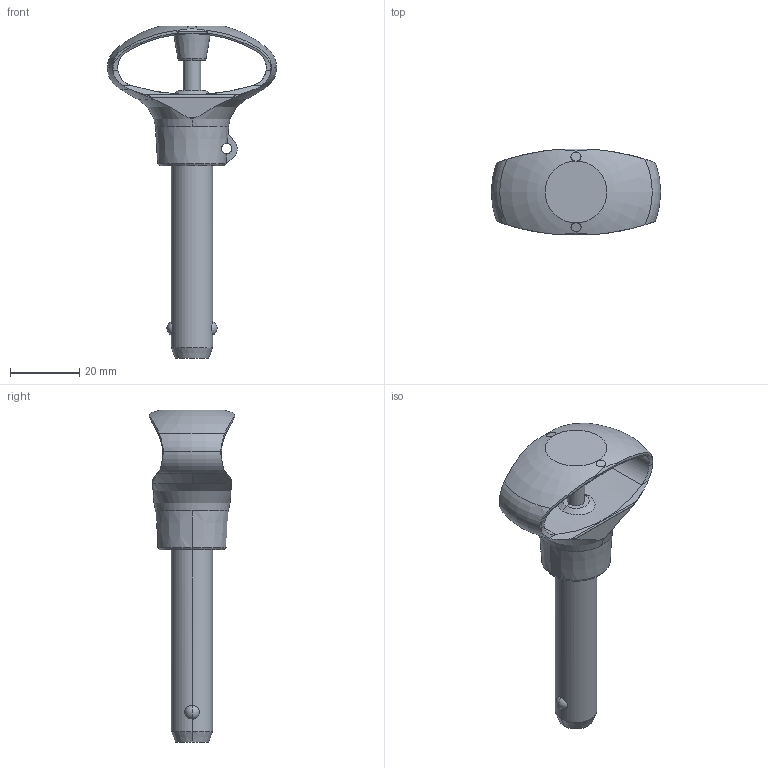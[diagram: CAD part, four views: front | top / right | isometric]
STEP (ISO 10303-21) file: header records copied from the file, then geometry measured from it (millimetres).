
FILE_DESCRIPTION(('STEP AP214'),'1');
FILE_NAME(' ',' ',('TraceParts'),('TraceParts S.A.'),'XStep 1.0',' ',' ');
FILE_SCHEMA(('automotive_design'));
Length unit declared in the file: millimetre
Products named in the file (1): 1
Bounding box: 49 x 24.8 x 96.1 mm (x, y, z)
Volume: 19412.9 mm3; surface area: 8390.2 mm2
Topology: 1 solids, 1 shells, 93 faces, 270 edges, 177 vertices
Faces by surface type: cylinder 42, plane 21, cone 16, torus 10, sphere 4
Entity records: 8116 total; most frequent: CARTESIAN_POINT 2838, STYLED_ITEM 540, PRESENTATION_STYLE_ASSIGNMENT 540, COLOUR_RGB 540, ORIENTED_EDGE 540, DIRECTION 414, EDGE_CURVE 270, CURVE_STYLE 270
